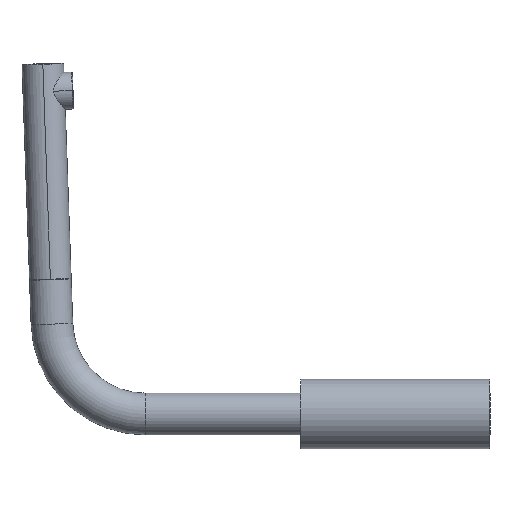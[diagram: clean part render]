
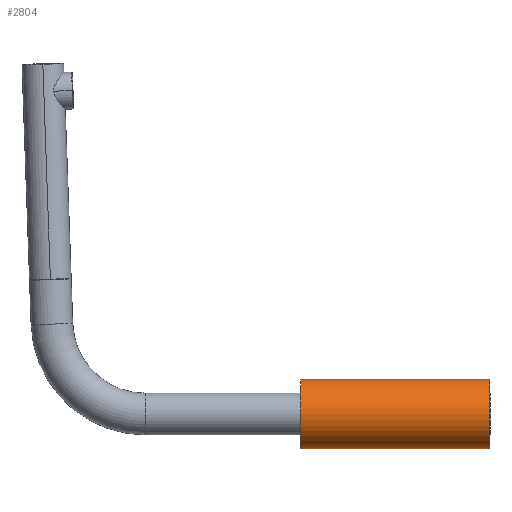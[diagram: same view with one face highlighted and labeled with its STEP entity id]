
A CAD part, left-side view. The second image highlights one B-rep face of the part: STEP entity #2804.
In plain terms, the highlighted cylindrical face has radius 25 mm (diameter 50 mm), a partial arc.
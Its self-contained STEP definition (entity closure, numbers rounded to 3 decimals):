
#3 = FACE_OUTER_BOUND ( 'NONE', #957, .T. ) ;
#49 = CYLINDRICAL_SURFACE ( 'NONE', #1879, 25. ) ;
#282 = DIRECTION ( 'NONE',  ( 0., -1., 0. ) ) ;
#301 = DIRECTION ( 'NONE',  ( 0., 0., -1. ) ) ;
#517 = CARTESIAN_POINT ( 'NONE',  ( 0., 0., 25. ) ) ;
#698 = LINE ( 'NONE', #3581, #3902 ) ;
#816 = DIRECTION ( 'NONE',  ( 0., 1., 0. ) ) ;
#912 = DIRECTION ( 'NONE',  ( 0., -1., 0. ) ) ;
#957 = EDGE_LOOP ( 'NONE', ( #2741, #1598, #2167, #2190 ) ) ;
#1088 = CIRCLE ( 'NONE', #3460, 25. ) ;
#1103 = DIRECTION ( 'NONE',  ( 0., 0., 1. ) ) ;
#1253 = CARTESIAN_POINT ( 'NONE',  ( 0., 136., 25. ) ) ;
#1259 = EDGE_CURVE ( 'NONE', #2975, #3387, #698, .T. ) ;
#1468 = CARTESIAN_POINT ( 'NONE',  ( 0., 0., 0. ) ) ;
#1598 = ORIENTED_EDGE ( 'NONE', *, *, #3579, .F. ) ;
#1722 = CIRCLE ( 'NONE', #1859, 25. ) ;
#1839 = LINE ( 'NONE', #1253, #1939 ) ;
#1859 = AXIS2_PLACEMENT_3D ( 'NONE', #2645, #816, #2050 ) ;
#1879 = AXIS2_PLACEMENT_3D ( 'NONE', #2494, #282, #301 ) ;
#1939 = VECTOR ( 'NONE', #912, 1000. ) ;
#2050 = DIRECTION ( 'NONE',  ( 0., 0., 1. ) ) ;
#2122 = CARTESIAN_POINT ( 'NONE',  ( 0., 136., -25. ) ) ;
#2167 = ORIENTED_EDGE ( 'NONE', *, *, #1259, .T. ) ;
#2190 = ORIENTED_EDGE ( 'NONE', *, *, #3309, .T. ) ;
#2374 = DIRECTION ( 'NONE',  ( 0., -1., 0. ) ) ;
#2494 = CARTESIAN_POINT ( 'NONE',  ( 0., 136., 0. ) ) ;
#2645 = CARTESIAN_POINT ( 'NONE',  ( 0., 136., 0. ) ) ;
#2689 = DIRECTION ( 'NONE',  ( 0., 1., 0. ) ) ;
#2741 = ORIENTED_EDGE ( 'NONE', *, *, #3207, .F. ) ;
#2804 = ADVANCED_FACE ( 'NONE', ( #3 ), #49, .T. ) ;
#2945 = CARTESIAN_POINT ( 'NONE',  ( 0., 0., -25. ) ) ;
#2975 = VERTEX_POINT ( 'NONE', #2122 ) ;
#3207 = EDGE_CURVE ( 'NONE', #3428, #3461, #1839, .T. ) ;
#3309 = EDGE_CURVE ( 'NONE', #3387, #3461, #1088, .T. ) ;
#3387 = VERTEX_POINT ( 'NONE', #2945 ) ;
#3428 = VERTEX_POINT ( 'NONE', #3670 ) ;
#3460 = AXIS2_PLACEMENT_3D ( 'NONE', #1468, #2689, #1103 ) ;
#3461 = VERTEX_POINT ( 'NONE', #517 ) ;
#3579 = EDGE_CURVE ( 'NONE', #2975, #3428, #1722, .T. ) ;
#3581 = CARTESIAN_POINT ( 'NONE',  ( 0., 136., -25. ) ) ;
#3670 = CARTESIAN_POINT ( 'NONE',  ( 0., 136., 25. ) ) ;
#3902 = VECTOR ( 'NONE', #2374, 1000. ) ;
